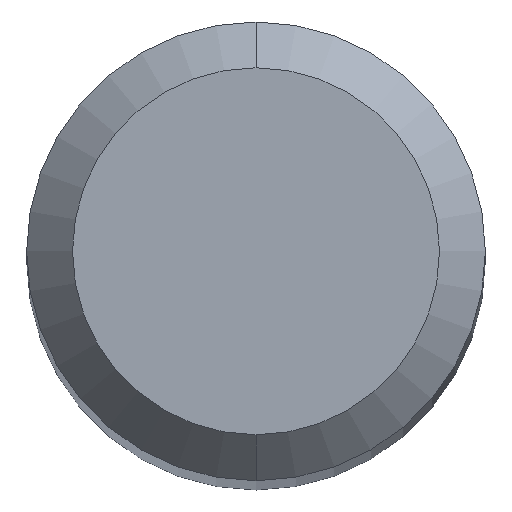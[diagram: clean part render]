
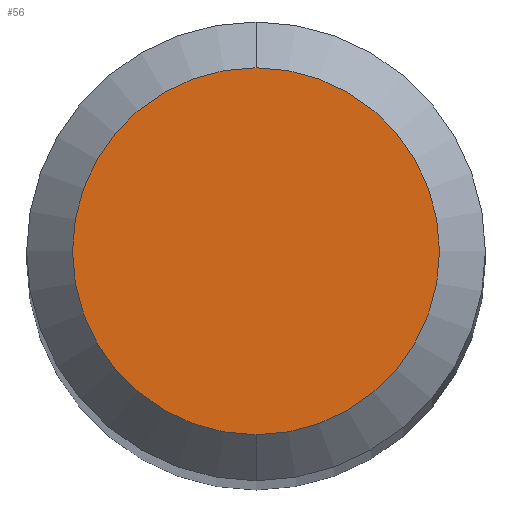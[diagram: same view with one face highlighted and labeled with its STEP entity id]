
A CAD part, top view. The second image highlights one B-rep face of the part: STEP entity #56.
In plain terms, the highlighted planar face has unit normal (0, 0, 1).
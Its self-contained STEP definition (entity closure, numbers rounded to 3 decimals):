
#43=PLANE('',#338);
#56=ADVANCED_FACE('',(#77),#43,.F.);
#77=FACE_OUTER_BOUND('',#92,.T.);
#92=EDGE_LOOP('',(#118,#119));
#118=ORIENTED_EDGE('',*,*,#177,.F.);
#119=ORIENTED_EDGE('',*,*,#178,.F.);
#159=VERTEX_POINT('',#487);
#160=VERTEX_POINT('',#488);
#177=EDGE_CURVE('',#159,#160,#199,.T.);
#178=EDGE_CURVE('',#160,#159,#200,.T.);
#199=CIRCLE('',#336,1.2);
#200=CIRCLE('',#337,1.2);
#336=AXIS2_PLACEMENT_3D('',#486,#404,#405);
#337=AXIS2_PLACEMENT_3D('',#489,#406,#407);
#338=AXIS2_PLACEMENT_3D('',#490,#408,#409);
#404=DIRECTION('',(0.,0.,-1.));
#405=DIRECTION('',(0.,1.,0.));
#406=DIRECTION('',(0.,0.,-1.));
#407=DIRECTION('',(0.,-1.,0.));
#408=DIRECTION('',(0.,0.,-1.));
#409=DIRECTION('',(0.,-1.,0.));
#486=CARTESIAN_POINT('',(0.,0.,68.269));
#487=CARTESIAN_POINT('',(0.,1.2,68.269));
#488=CARTESIAN_POINT('',(0.,-1.2,68.269));
#489=CARTESIAN_POINT('',(0.,0.,68.269));
#490=CARTESIAN_POINT('',(0.,0.,68.269));
